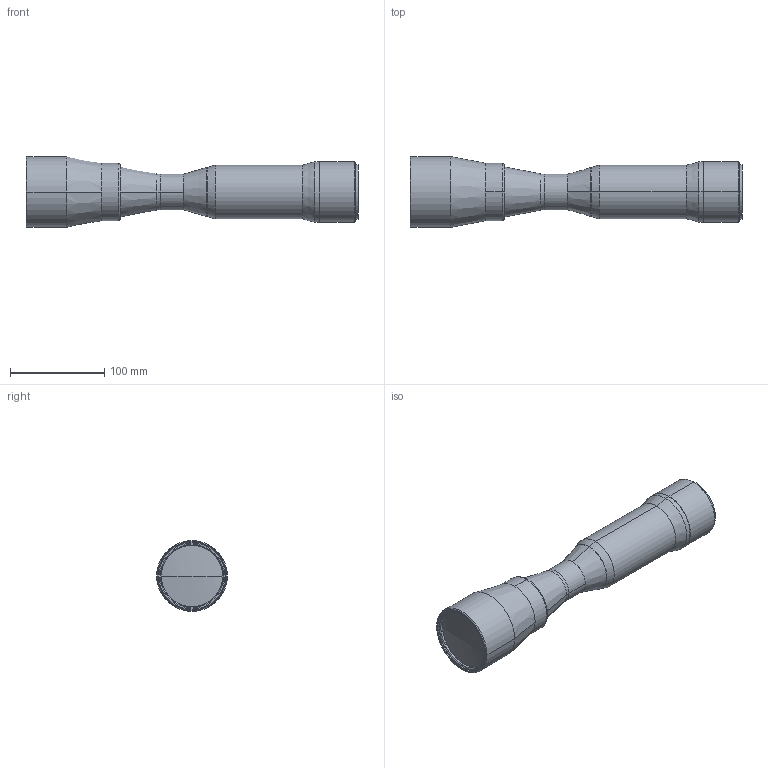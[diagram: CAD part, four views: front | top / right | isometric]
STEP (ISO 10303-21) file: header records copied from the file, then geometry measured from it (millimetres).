
FILE_DESCRIPTION (( 'STEP AP203' ), '1' );
FILE_NAME ('TC16M048-K.step', '2018-11-27T16:02:00', ( '' ), ( '' ), 'SwSTEP 2.0', 'SolidWorks 2018', '' );
FILE_SCHEMA (( 'CONFIG_CONTROL_DESIGN' ));
Length unit declared in the file: millimetre
Products named in the file (1): TC16M048-K
Bounding box: 351.87 x 75 x 75 mm (x, y, z)
Surface area: 86078.8 mm2 (no closed solid volume)
Topology: 0 solids, 9 shells, 69 faces, 170 edges, 111 vertices
Faces by surface type: cylinder 28, plane 17, cone 16, torus 6, sphere 2
Entity records: 2147 total; most frequent: DIRECTION 414, CARTESIAN_POINT 363, ORIENTED_EDGE 294, AXIS2_PLACEMENT_3D 178, EDGE_CURVE 170, VERTEX_POINT 111, CIRCLE 108, EDGE_LOOP 81
